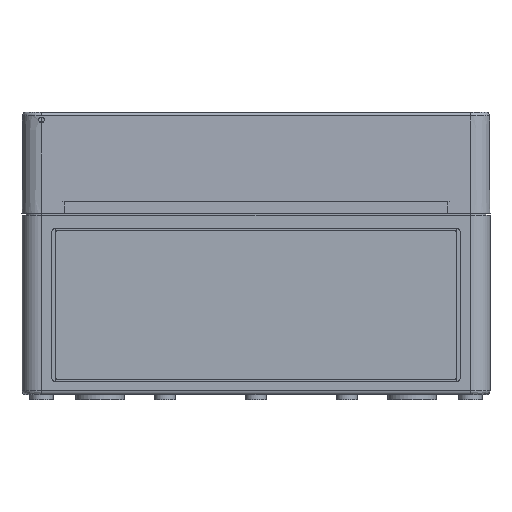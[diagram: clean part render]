
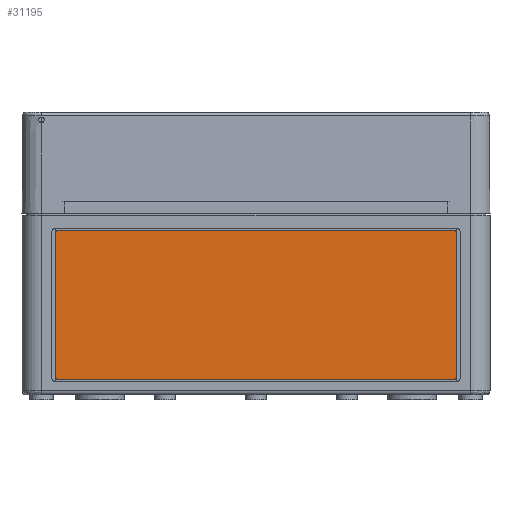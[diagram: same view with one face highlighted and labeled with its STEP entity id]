
A CAD part, front view. The second image highlights one B-rep face of the part: STEP entity #31195.
In plain terms, the highlighted planar face has unit normal (0, -1, 0).
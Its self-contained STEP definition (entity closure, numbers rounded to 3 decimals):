
#215 = VECTOR ( 'NONE', #23240, 1000. ) ;
#383 = DIRECTION ( 'NONE',  ( 0., -1., 0. ) ) ;
#1450 = DIRECTION ( 'NONE',  ( 0., -1., 0. ) ) ;
#2345 = VECTOR ( 'NONE', #27333, 1000. ) ;
#2359 = EDGE_CURVE ( 'NONE', #16394, #22721, #7838, .T. ) ;
#2597 = AXIS2_PLACEMENT_3D ( 'NONE', #27292, #12157, #29798 ) ;
#2863 = DIRECTION ( 'NONE',  ( 0., -1., 0. ) ) ;
#3195 = ORIENTED_EDGE ( 'NONE', *, *, #2359, .T. ) ;
#3524 = ORIENTED_EDGE ( 'NONE', *, *, #22903, .F. ) ;
#4554 = CARTESIAN_POINT ( 'NONE',  ( 77., -127., -35.2 ) ) ;
#4999 = CIRCLE ( 'NONE', #29340, 0.5 ) ;
#5375 = ORIENTED_EDGE ( 'NONE', *, *, #20532, .F. ) ;
#6567 = DIRECTION ( 'NONE',  ( 0., 0., 1. ) ) ;
#6943 = LINE ( 'NONE', #8118, #215 ) ;
#7143 = VERTEX_POINT ( 'NONE', #14561 ) ;
#7838 = CIRCLE ( 'NONE', #2597, 0.5 ) ;
#8118 = CARTESIAN_POINT ( 'NONE',  ( 0., -127., -6.7 ) ) ;
#8850 = ORIENTED_EDGE ( 'NONE', *, *, #10894, .T. ) ;
#9093 = LINE ( 'NONE', #4554, #2345 ) ;
#10087 = DIRECTION ( 'NONE',  ( 0., 1., 0. ) ) ;
#10619 = VECTOR ( 'NONE', #6567, 1000. ) ;
#10894 = EDGE_CURVE ( 'NONE', #7143, #24953, #6943, .T. ) ;
#11658 = CARTESIAN_POINT ( 'NONE',  ( -77., -127., -35.2 ) ) ;
#12157 = DIRECTION ( 'NONE',  ( 0., -1., 0. ) ) ;
#12298 = FACE_OUTER_BOUND ( 'NONE', #13196, .T. ) ;
#13196 = EDGE_LOOP ( 'NONE', ( #3195, #21783, #20562, #8850, #5375, #3524, #27807, #18319 ) ) ;
#14561 = CARTESIAN_POINT ( 'NONE',  ( 76.5, -127., -6.7 ) ) ;
#15858 = CARTESIAN_POINT ( 'NONE',  ( 77., -127., -63.2 ) ) ;
#16005 = DIRECTION ( 'NONE',  ( 1., 0., 0. ) ) ;
#16290 = EDGE_CURVE ( 'NONE', #19829, #7143, #30959, .T. ) ;
#16394 = VERTEX_POINT ( 'NONE', #27203 ) ;
#16594 = CARTESIAN_POINT ( 'NONE',  ( 76.5, -127., -7.2 ) ) ;
#17852 = PLANE ( 'NONE',  #24492 ) ;
#18012 = CARTESIAN_POINT ( 'NONE',  ( -76.5, -127., -63.2 ) ) ;
#18080 = DIRECTION ( 'NONE',  ( -1., 0., 0. ) ) ;
#18319 = ORIENTED_EDGE ( 'NONE', *, *, #25540, .T. ) ;
#19147 = DIRECTION ( 'NONE',  ( 0., 0., 1. ) ) ;
#19406 = EDGE_CURVE ( 'NONE', #19829, #22721, #9093, .T. ) ;
#19829 = VERTEX_POINT ( 'NONE', #32181 ) ;
#20532 = EDGE_CURVE ( 'NONE', #31309, #24953, #32467, .T. ) ;
#20546 = DIRECTION ( 'NONE',  ( 0., 0., 1. ) ) ;
#20562 = ORIENTED_EDGE ( 'NONE', *, *, #16290, .T. ) ;
#20606 = CARTESIAN_POINT ( 'NONE',  ( -76.5, -127., -63.7 ) ) ;
#21160 = CARTESIAN_POINT ( 'NONE',  ( -77., -127., -7.2 ) ) ;
#21783 = ORIENTED_EDGE ( 'NONE', *, *, #19406, .F. ) ;
#21914 = CARTESIAN_POINT ( 'NONE',  ( -77., -127., -63.2 ) ) ;
#22721 = VERTEX_POINT ( 'NONE', #15858 ) ;
#22903 = EDGE_CURVE ( 'NONE', #24584, #31309, #30718, .T. ) ;
#23237 = CARTESIAN_POINT ( 'NONE',  ( -76.5, -127., -6.7 ) ) ;
#23240 = DIRECTION ( 'NONE',  ( -1., 0., 0. ) ) ;
#23590 = AXIS2_PLACEMENT_3D ( 'NONE', #16594, #1450, #19147 ) ;
#23662 = EDGE_CURVE ( 'NONE', #24584, #26070, #4999, .T. ) ;
#24492 = AXIS2_PLACEMENT_3D ( 'NONE', #25622, #383, #18080 ) ;
#24584 = VERTEX_POINT ( 'NONE', #21914 ) ;
#24953 = VERTEX_POINT ( 'NONE', #23237 ) ;
#25209 = CARTESIAN_POINT ( 'NONE',  ( -76.5, -127., -7.2 ) ) ;
#25508 = VECTOR ( 'NONE', #16005, 1000. ) ;
#25540 = EDGE_CURVE ( 'NONE', #26070, #16394, #32191, .T. ) ;
#25622 = CARTESIAN_POINT ( 'NONE',  ( 77., -127., -6.7 ) ) ;
#26070 = VERTEX_POINT ( 'NONE', #20606 ) ;
#26923 = AXIS2_PLACEMENT_3D ( 'NONE', #25209, #10087, #27732 ) ;
#27203 = CARTESIAN_POINT ( 'NONE',  ( 76.5, -127., -63.7 ) ) ;
#27292 = CARTESIAN_POINT ( 'NONE',  ( 76.5, -127., -63.2 ) ) ;
#27333 = DIRECTION ( 'NONE',  ( 0., 0., -1. ) ) ;
#27732 = DIRECTION ( 'NONE',  ( 0., 0., 1. ) ) ;
#27807 = ORIENTED_EDGE ( 'NONE', *, *, #23662, .T. ) ;
#29340 = AXIS2_PLACEMENT_3D ( 'NONE', #18012, #2863, #20546 ) ;
#29798 = DIRECTION ( 'NONE',  ( 0., 0., 1. ) ) ;
#30718 = LINE ( 'NONE', #11658, #10619 ) ;
#30959 = CIRCLE ( 'NONE', #23590, 0.5 ) ;
#31123 = CARTESIAN_POINT ( 'NONE',  ( 0., -127., -63.7 ) ) ;
#31195 = ADVANCED_FACE ( 'NONE', ( #12298 ), #17852, .T. ) ;
#31309 = VERTEX_POINT ( 'NONE', #21160 ) ;
#32181 = CARTESIAN_POINT ( 'NONE',  ( 77., -127., -7.2 ) ) ;
#32191 = LINE ( 'NONE', #31123, #25508 ) ;
#32467 = CIRCLE ( 'NONE', #26923, 0.5 ) ;
